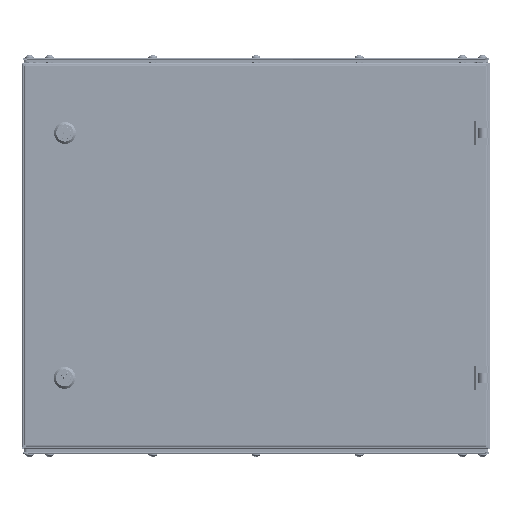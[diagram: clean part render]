
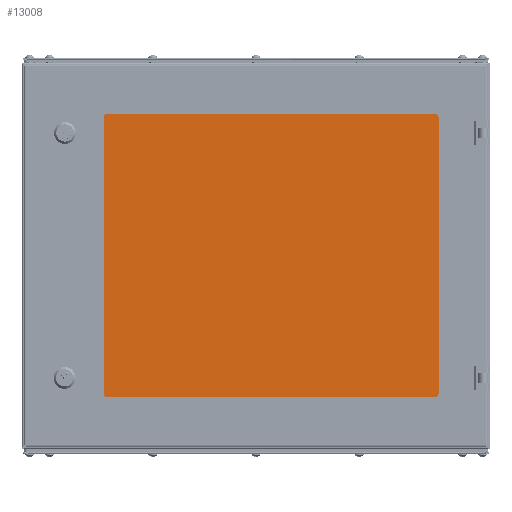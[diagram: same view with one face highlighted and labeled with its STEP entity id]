
A CAD part, top view. The second image highlights one B-rep face of the part: STEP entity #13008.
In plain terms, the highlighted planar face has unit normal (0, 0, 1).
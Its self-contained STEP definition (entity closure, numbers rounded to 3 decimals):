
#3581 = EDGE_CURVE ( 'NONE', #14529, #22264, #43772, .T. ) ;
#7586 = DIRECTION ( 'NONE',  ( -1., 0., 0. ) ) ;
#7661 = AXIS2_PLACEMENT_3D ( 'NONE', #55654, #82618, #68003 ) ;
#8594 = ORIENTED_EDGE ( 'NONE', *, *, #3581, .T. ) ;
#10507 = CARTESIAN_POINT ( 'NONE',  ( -227.75, -195.5, 4. ) ) ;
#13008 = ADVANCED_FACE ( 'NONE', ( #78450 ), #31397, .F. ) ;
#13078 = DIRECTION ( 'NONE',  ( 0., 0., 1. ) ) ;
#14529 = VERTEX_POINT ( 'NONE', #48867 ) ;
#14755 = VERTEX_POINT ( 'NONE', #83030 ) ;
#15739 = EDGE_CURVE ( 'NONE', #62426, #52970, #58322, .T. ) ;
#17229 = CARTESIAN_POINT ( 'NONE',  ( -227.75, -185.5, 4. ) ) ;
#17811 = AXIS2_PLACEMENT_3D ( 'NONE', #74224, #81077, #25385 ) ;
#20234 = VECTOR ( 'NONE', #25159, 1000. ) ;
#20281 = ORIENTED_EDGE ( 'NONE', *, *, #41701, .T. ) ;
#20477 = CARTESIAN_POINT ( 'NONE',  ( 217.75, -195.5, 4. ) ) ;
#20903 = ORIENTED_EDGE ( 'NONE', *, *, #48121, .T. ) ;
#22264 = VERTEX_POINT ( 'NONE', #37594 ) ;
#22430 = EDGE_CURVE ( 'NONE', #46769, #80238, #31550, .T. ) ;
#23079 = ORIENTED_EDGE ( 'NONE', *, *, #54610, .T. ) ;
#23542 = CARTESIAN_POINT ( 'NONE',  ( 227.75, 185.5, 4. ) ) ;
#24104 = CARTESIAN_POINT ( 'NONE',  ( 0., 0., 4. ) ) ;
#25159 = DIRECTION ( 'NONE',  ( 1., 0., 0. ) ) ;
#25385 = DIRECTION ( 'NONE',  ( -1., 0., 0. ) ) ;
#27678 = ORIENTED_EDGE ( 'NONE', *, *, #37856, .T. ) ;
#27756 = AXIS2_PLACEMENT_3D ( 'NONE', #34054, #13078, #7586 ) ;
#29318 = VECTOR ( 'NONE', #85627, 1000. ) ;
#30357 = ORIENTED_EDGE ( 'NONE', *, *, #22430, .T. ) ;
#31397 = PLANE ( 'NONE',  #37483 ) ;
#31550 = LINE ( 'NONE', #38401, #20234 ) ;
#32484 = CIRCLE ( 'NONE', #7661, 10. ) ;
#34054 = CARTESIAN_POINT ( 'NONE',  ( -217.75, 185.5, 4. ) ) ;
#35388 = CIRCLE ( 'NONE', #84993, 10. ) ;
#37483 = AXIS2_PLACEMENT_3D ( 'NONE', #24104, #44619, #79799 ) ;
#37594 = CARTESIAN_POINT ( 'NONE',  ( -227.75, 185.5, 4. ) ) ;
#37644 = CARTESIAN_POINT ( 'NONE',  ( 217.75, 185.5, 4. ) ) ;
#37856 = EDGE_CURVE ( 'NONE', #22264, #79605, #73026, .T. ) ;
#38401 = CARTESIAN_POINT ( 'NONE',  ( -227.75, -195.5, 4. ) ) ;
#40537 = VECTOR ( 'NONE', #72481, 1000. ) ;
#41701 = EDGE_CURVE ( 'NONE', #52970, #14755, #35388, .T. ) ;
#42134 = CARTESIAN_POINT ( 'NONE',  ( 227.75, -185.5, 4. ) ) ;
#43772 = CIRCLE ( 'NONE', #27756, 10. ) ;
#44354 = EDGE_LOOP ( 'NONE', ( #30357, #23079, #67882, #20281, #69544, #8594, #27678, #20903 ) ) ;
#44619 = DIRECTION ( 'NONE',  ( 0., 0., -1. ) ) ;
#46769 = VERTEX_POINT ( 'NONE', #54389 ) ;
#48121 = EDGE_CURVE ( 'NONE', #79605, #46769, #32484, .T. ) ;
#48867 = CARTESIAN_POINT ( 'NONE',  ( -217.75, 195.5, 4. ) ) ;
#50854 = VECTOR ( 'NONE', #57488, 1000. ) ;
#50880 = DIRECTION ( 'NONE',  ( 0., 0., 1. ) ) ;
#52970 = VERTEX_POINT ( 'NONE', #23542 ) ;
#53527 = EDGE_CURVE ( 'NONE', #14755, #14529, #86540, .T. ) ;
#54183 = CIRCLE ( 'NONE', #17811, 10. ) ;
#54389 = CARTESIAN_POINT ( 'NONE',  ( -217.75, -195.5, 4. ) ) ;
#54610 = EDGE_CURVE ( 'NONE', #80238, #62426, #54183, .T. ) ;
#55654 = CARTESIAN_POINT ( 'NONE',  ( -217.75, -185.5, 4. ) ) ;
#57488 = DIRECTION ( 'NONE',  ( 0., -1., 0. ) ) ;
#57766 = CARTESIAN_POINT ( 'NONE',  ( -227.75, 195.5, 4. ) ) ;
#58322 = LINE ( 'NONE', #86166, #40537 ) ;
#62426 = VERTEX_POINT ( 'NONE', #42134 ) ;
#67882 = ORIENTED_EDGE ( 'NONE', *, *, #15739, .T. ) ;
#68003 = DIRECTION ( 'NONE',  ( -1., 0., 0. ) ) ;
#69544 = ORIENTED_EDGE ( 'NONE', *, *, #53527, .T. ) ;
#71895 = DIRECTION ( 'NONE',  ( -1., 0., 0. ) ) ;
#72481 = DIRECTION ( 'NONE',  ( 0., 1., 0. ) ) ;
#73026 = LINE ( 'NONE', #10507, #50854 ) ;
#74224 = CARTESIAN_POINT ( 'NONE',  ( 217.75, -185.5, 4. ) ) ;
#78450 = FACE_OUTER_BOUND ( 'NONE', #44354, .T. ) ;
#79605 = VERTEX_POINT ( 'NONE', #17229 ) ;
#79799 = DIRECTION ( 'NONE',  ( -1., 0., 0. ) ) ;
#80238 = VERTEX_POINT ( 'NONE', #20477 ) ;
#81077 = DIRECTION ( 'NONE',  ( 0., 0., 1. ) ) ;
#82618 = DIRECTION ( 'NONE',  ( 0., 0., 1. ) ) ;
#83030 = CARTESIAN_POINT ( 'NONE',  ( 217.75, 195.5, 4. ) ) ;
#84993 = AXIS2_PLACEMENT_3D ( 'NONE', #37644, #50880, #71895 ) ;
#85627 = DIRECTION ( 'NONE',  ( -1., 0., 0. ) ) ;
#86166 = CARTESIAN_POINT ( 'NONE',  ( 227.75, -195.5, 4. ) ) ;
#86540 = LINE ( 'NONE', #57766, #29318 ) ;
